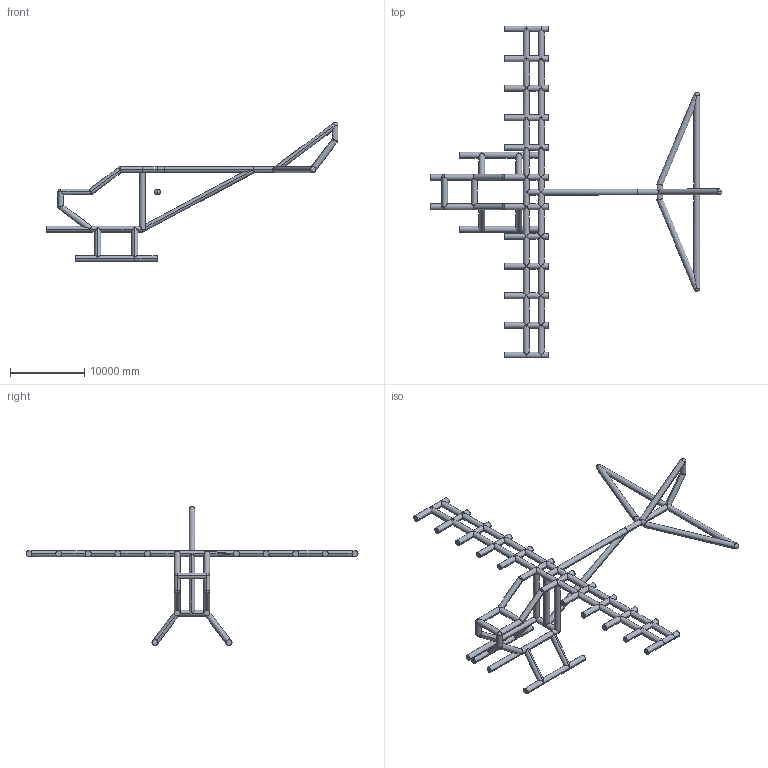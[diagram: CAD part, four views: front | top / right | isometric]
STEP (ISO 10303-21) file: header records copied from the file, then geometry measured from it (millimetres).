
FILE_DESCRIPTION(('STEP AP214'),'1');
FILE_NAME('output.stp','2018-05-15T06:59:13',(' '),(' '),'Spatial InterOp 3D',' ',' ');
FILE_SCHEMA(('AUTOMOTIVE_DESIGN { 1 0 10303 214 1 1 1 1 }'));
Length unit declared in the file: metre
Products named in the file (1): Solid
Bounding box: 39400 x 44800 x 18800 mm (x, y, z)
Volume: 194515996570.2 mm3; surface area: 964265238.5 mm2
Topology: 9 solids, 9 shells, 283 faces, 926 edges, 693 vertices
Faces by surface type: cylinder 202, sphere 45, plane 36
Entity records: 13467 total; most frequent: DIRECTION 2007, CARTESIAN_POINT 1626, ORIENTED_EDGE 1516, AXIS2_PLACEMENT_3D 838, EDGE_CURVE 758, STYLED_ITEM 528, PRESENTATION_STYLE_ASSIGNMENT 528, COLOUR_RGB 528
